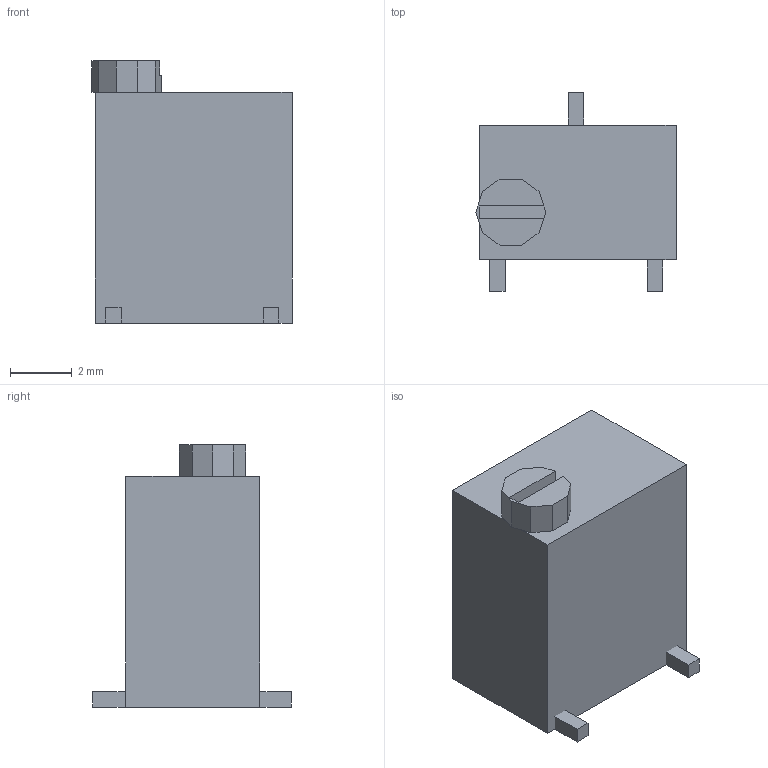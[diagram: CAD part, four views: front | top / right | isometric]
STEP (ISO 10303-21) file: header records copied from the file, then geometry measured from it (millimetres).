
FILE_DESCRIPTION(('FreeCAD Model'),'2;1');
FILE_NAME('Open CASCADE Shape Model','2023-10-29T21:59:42',(''),(''), 'Open CASCADE STEP processor 7.6','FreeCAD','Unknown');
FILE_SCHEMA(('AUTOMOTIVE_DESIGN { 1 0 10303 214 1 1 1 1 }'));
Length unit declared in the file: millimetre
Products named in the file (6): Unnamed; cube; difference; cube002; cube003; cube004
Assembly tree (5 placements, depth 2):
  Unnamed
    cube
    difference
    cube002
    cube003
    cube004
Bounding box: 6.46 x 6.41 x 8.46 mm (x, y, z)
Volume: 209.2 mm3; surface area: 245.3 mm2
Topology: 5 solids, 5 shells, 40 faces, 90 edges, 60 vertices
Faces by surface type: plane 40
Entity records: 1240 total; most frequent: CARTESIAN_POINT 196, DIRECTION 182, ORIENTED_EDGE 180, EDGE_CURVE 90, LINE 90, VECTOR 90, VERTEX_POINT 60, AXIS2_PLACEMENT_3D 46
